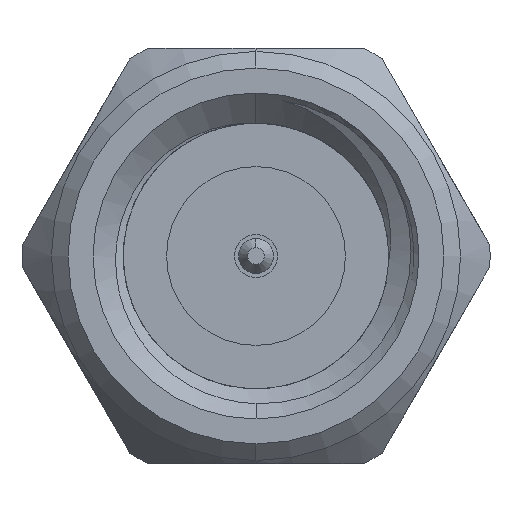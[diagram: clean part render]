
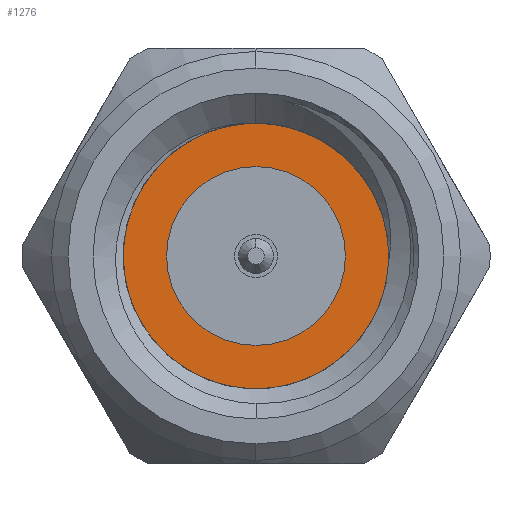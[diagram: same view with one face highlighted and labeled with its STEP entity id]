
A CAD part, left-side view. The second image highlights one B-rep face of the part: STEP entity #1276.
In plain terms, the highlighted planar face has unit normal (-1, 0, 0).
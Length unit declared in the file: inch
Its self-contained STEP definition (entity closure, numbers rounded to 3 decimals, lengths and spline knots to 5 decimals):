
#47 = CARTESIAN_POINT ( 'NONE',  ( 0.13266, -0.07866, -0.01389 ) ) ;
#51 = CARTESIAN_POINT ( 'NONE',  ( 0.13266, -0.05241, 0.07158 ) ) ;
#120 = CARTESIAN_POINT ( 'NONE',  ( 0.13266, 0., 0. ) ) ;
#143 = ORIENTED_EDGE ( 'NONE', *, *, #1922, .F. ) ;
#162 = CARTESIAN_POINT ( 'NONE',  ( 0.13266, 0.04931, -0.06758 ) ) ;
#177 = CARTESIAN_POINT ( 'NONE',  ( 0.13266, 0.09107, 0.00428 ) ) ;
#187 = CARTESIAN_POINT ( 'NONE',  ( 0.13266, -0.07681, -0.02438 ) ) ;
#207 = DIRECTION ( 'NONE',  ( 0., 0., -1. ) ) ;
#209 = VERTEX_POINT ( 'NONE', #1392 ) ;
#212 = DIRECTION ( 'NONE',  ( 1., 0., 0. ) ) ;
#286 = ORIENTED_EDGE ( 'NONE', *, *, #1363, .F. ) ;
#377 = VERTEX_POINT ( 'NONE', #2166 ) ;
#399 = DIRECTION ( 'NONE',  ( 1., 0., 0. ) ) ;
#421 = CARTESIAN_POINT ( 'NONE',  ( 0.13266, 0.08536, -0.02388 ) ) ;
#467 = B_SPLINE_CURVE_WITH_KNOTS ( 'NONE', 3,
 ( #2649, #187, #2899, #1084, #2205, #1995, #1542, #1771, #2250, #1530, #1980, #824, #639, #1785 ),
 .UNSPECIFIED., .F., .F.,
 ( 4, 2, 2, 2, 2, 2, 4 ),
 ( 0., 0.00081, 0.00121, 0.00162, 0.00202, 0.00243, 0.00324 ),
 .UNSPECIFIED. ) ;
#483 = CARTESIAN_POINT ( 'NONE',  ( 0.13266, -0.0468, 0.07613 ) ) ;
#518 = CARTESIAN_POINT ( 'NONE',  ( 0.13266, -0.07696, 0.03609 ) ) ;
#530 = CARTESIAN_POINT ( 'NONE',  ( 0.13266, -0.01423, 0.09137 ) ) ;
#538 = AXIS2_PLACEMENT_3D ( 'NONE', #120, #1944, #1273 ) ;
#566 = AXIS2_PLACEMENT_3D ( 'NONE', #1800, #399, #207 ) ;
#617 = CARTESIAN_POINT ( 'NONE',  ( 0.13266, 0.0152, -0.07842 ) ) ;
#624 = ORIENTED_EDGE ( 'NONE', *, *, #2853, .T. ) ;
#632 = CARTESIAN_POINT ( 'NONE',  ( 0.13266, 0.07922, -0.03695 ) ) ;
#639 = CARTESIAN_POINT ( 'NONE',  ( 0.13266, 0.00473, -0.08045 ) ) ;
#691 = CARTESIAN_POINT ( 'NONE',  ( 0.13265, 0.07913, 0.05255 ) ) ;
#705 = CARTESIAN_POINT ( 'NONE',  ( 0.13266, 0.08544, 0.03961 ) ) ;
#707 = CARTESIAN_POINT ( 'NONE',  ( 0.13266, -0.00698, 0.09279 ) ) ;
#753 = AXIS2_PLACEMENT_3D ( 'NONE', #2258, #212, #1111 ) ;
#761 = EDGE_CURVE ( 'NONE', #209, #2396, #2845, .T. ) ;
#768 = VERTEX_POINT ( 'NONE', #1355 ) ;
#805 = FACE_BOUND ( 'NONE', #1436, .T. ) ;
#824 = CARTESIAN_POINT ( 'NONE',  ( 0.13266, -0.00588, -0.08037 ) ) ;
#833 = DIRECTION ( 'NONE',  ( -1., 0., 0. ) ) ;
#848 = CARTESIAN_POINT ( 'NONE',  ( 0.13266, 0.0663, -0.05421 ) ) ;
#881 = VERTEX_POINT ( 'NONE', #1149 ) ;
#961 = CARTESIAN_POINT ( 'NONE',  ( 0.13266, -0.07866, -0.01389 ) ) ;
#1028 = B_SPLINE_CURVE_WITH_KNOTS ( 'NONE', 3,
 ( #617, #1300, #2210, #2021, #162, #1074, #848, #1804, #632, #421, #2671, #2240, #177, #2719, #1091, #705, #2742, #691 ),
 .UNSPECIFIED., .F., .F.,
 ( 4, 2, 2, 2, 2, 2, 2, 2, 4 ),
 ( 0., 0.00055, 0.00109, 0.00164, 0.00218, 0.00273, 0.00327, 0.00382, 0.00437 ),
 .UNSPECIFIED. ) ;
#1041 = DIRECTION ( 'NONE',  ( 0., 0., 1. ) ) ;
#1062 = EDGE_LOOP ( 'NONE', ( #1214, #286, #1797, #143 ) ) ;
#1074 = CARTESIAN_POINT ( 'NONE',  ( 0.13266, 0.06095, -0.05923 ) ) ;
#1084 = CARTESIAN_POINT ( 'NONE',  ( 0.13266, -0.06431, -0.04767 ) ) ;
#1091 = CARTESIAN_POINT ( 'NONE',  ( 0.13266, 0.08937, 0.02581 ) ) ;
#1111 = DIRECTION ( 'NONE',  ( 0., 0., -1. ) ) ;
#1149 = CARTESIAN_POINT ( 'NONE',  ( 0.13266, 0.0152, -0.07842 ) ) ;
#1168 = CARTESIAN_POINT ( 'NONE',  ( 0.13266, -0.06688, 0.05531 ) ) ;
#1197 = CARTESIAN_POINT ( 'NONE',  ( 0.13266, 0.01458, 0.09356 ) ) ;
#1214 = ORIENTED_EDGE ( 'NONE', *, *, #1558, .F. ) ;
#1223 = CARTESIAN_POINT ( 'NONE',  ( 0.13266, -0.08075, 0.02209 ) ) ;
#1273 = DIRECTION ( 'NONE',  ( 0., 0., -1. ) ) ;
#1276 = ADVANCED_FACE ( 'NONE', ( #1925, #805 ), #2825, .T. ) ;
#1300 = CARTESIAN_POINT ( 'NONE',  ( 0.13266, 0.02243, -0.07772 ) ) ;
#1355 = CARTESIAN_POINT ( 'NONE',  ( 0.13266, 0.02179, 0.09247 ) ) ;
#1363 = EDGE_CURVE ( 'NONE', #377, #768, #1703, .T. ) ;
#1389 = CARTESIAN_POINT ( 'NONE',  ( 0.13266, -0.08164, 0.00042 ) ) ;
#1392 = CARTESIAN_POINT ( 'NONE',  ( 0.13266, 0., 0.05377 ) ) ;
#1412 = CARTESIAN_POINT ( 'NONE',  ( 0.13266, -0.03443, 0.08387 ) ) ;
#1436 = EDGE_LOOP ( 'NONE', ( #624, #2678 ) ) ;
#1530 = CARTESIAN_POINT ( 'NONE',  ( 0.13266, -0.02654, -0.07552 ) ) ;
#1542 = CARTESIAN_POINT ( 'NONE',  ( 0.13266, -0.04961, -0.06283 ) ) ;
#1558 = EDGE_CURVE ( 'NONE', #768, #1760, #2012, .T. ) ;
#1637 = CARTESIAN_POINT ( 'NONE',  ( 0.13266, -0.07409, 0.04283 ) ) ;
#1664 = CARTESIAN_POINT ( 'NONE',  ( 0.13266, -0.08169, 0.01495 ) ) ;
#1703 = CIRCLE ( 'NONE', #753, 0.095 ) ;
#1760 = VERTEX_POINT ( 'NONE', #47 ) ;
#1771 = CARTESIAN_POINT ( 'NONE',  ( 0.13266, -0.0409, -0.06882 ) ) ;
#1785 = CARTESIAN_POINT ( 'NONE',  ( 0.13266, 0.0152, -0.07842 ) ) ;
#1797 = ORIENTED_EDGE ( 'NONE', *, *, #2402, .F. ) ;
#1800 = CARTESIAN_POINT ( 'NONE',  ( 0.13266, 0., 0. ) ) ;
#1804 = CARTESIAN_POINT ( 'NONE',  ( 0.13266, 0.07539, -0.0431 ) ) ;
#1838 = CARTESIAN_POINT ( 'NONE',  ( 0.13266, -0.06244, 0.0612 ) ) ;
#1922 = EDGE_CURVE ( 'NONE', #1760, #881, #467, .T. ) ;
#1925 = FACE_OUTER_BOUND ( 'NONE', #1062, .T. ) ;
#1944 = DIRECTION ( 'NONE',  ( 1., 0., 0. ) ) ;
#1980 = CARTESIAN_POINT ( 'NONE',  ( 0.13266, -0.02152, -0.07711 ) ) ;
#1995 = CARTESIAN_POINT ( 'NONE',  ( 0.13266, -0.05362, -0.05944 ) ) ;
#2012 = B_SPLINE_CURVE_WITH_KNOTS ( 'NONE', 3,
 ( #2760, #1197, #2105, #707, #530, #2080, #1412, #483, #51, #1838, #1168, #1637, #518, #1223, #1664, #1389, #2548, #961 ),
 .UNSPECIFIED., .F., .F.,
 ( 4, 2, 2, 2, 2, 2, 2, 2, 4 ),
 ( 0., 0.00055, 0.0011, 0.00164, 0.00219, 0.00274, 0.00329, 0.00384, 0.00438 ),
 .UNSPECIFIED. ) ;
#2021 = CARTESIAN_POINT ( 'NONE',  ( 0.13266, 0.04287, -0.07103 ) ) ;
#2080 = CARTESIAN_POINT ( 'NONE',  ( 0.13266, -0.02791, 0.0869 ) ) ;
#2105 = CARTESIAN_POINT ( 'NONE',  ( 0.13266, 0.00738, 0.09383 ) ) ;
#2166 = CARTESIAN_POINT ( 'NONE',  ( 0.13265, 0.07913, 0.05255 ) ) ;
#2205 = CARTESIAN_POINT ( 'NONE',  ( 0.13266, -0.06097, -0.05188 ) ) ;
#2210 = CARTESIAN_POINT ( 'NONE',  ( 0.13266, 0.0294, -0.07609 ) ) ;
#2225 = CARTESIAN_POINT ( 'NONE',  ( 0.13266, 0., -0.05377 ) ) ;
#2240 = CARTESIAN_POINT ( 'NONE',  ( 0.13266, 0.09049, -0.00295 ) ) ;
#2250 = CARTESIAN_POINT ( 'NONE',  ( 0.13266, -0.03621, -0.07139 ) ) ;
#2258 = CARTESIAN_POINT ( 'NONE',  ( 0.13266, 0., 0. ) ) ;
#2265 = CIRCLE ( 'NONE', #538, 0.05377 ) ;
#2286 = AXIS2_PLACEMENT_3D ( 'NONE', #2370, #833, #1041 ) ;
#2370 = CARTESIAN_POINT ( 'NONE',  ( 0.13266, 0.05377, 0. ) ) ;
#2396 = VERTEX_POINT ( 'NONE', #2225 ) ;
#2402 = EDGE_CURVE ( 'NONE', #881, #377, #1028, .T. ) ;
#2548 = CARTESIAN_POINT ( 'NONE',  ( 0.13266, -0.08064, -0.00685 ) ) ;
#2649 = CARTESIAN_POINT ( 'NONE',  ( 0.13266, -0.07866, -0.01389 ) ) ;
#2671 = CARTESIAN_POINT ( 'NONE',  ( 0.13266, 0.08762, -0.01708 ) ) ;
#2678 = ORIENTED_EDGE ( 'NONE', *, *, #761, .T. ) ;
#2719 = CARTESIAN_POINT ( 'NONE',  ( 0.13266, 0.09052, 0.01858 ) ) ;
#2742 = CARTESIAN_POINT ( 'NONE',  ( 0.13266, 0.08265, 0.04621 ) ) ;
#2760 = CARTESIAN_POINT ( 'NONE',  ( 0.13266, 0.02179, 0.09247 ) ) ;
#2825 = PLANE ( 'NONE',  #2286 ) ;
#2845 = CIRCLE ( 'NONE', #566, 0.05377 ) ;
#2853 = EDGE_CURVE ( 'NONE', #2396, #209, #2265, .T. ) ;
#2899 = CARTESIAN_POINT ( 'NONE',  ( 0.13266, -0.07285, -0.03441 ) ) ;
